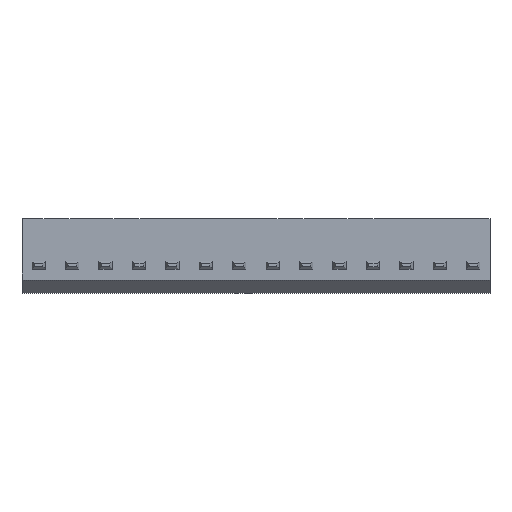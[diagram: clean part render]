
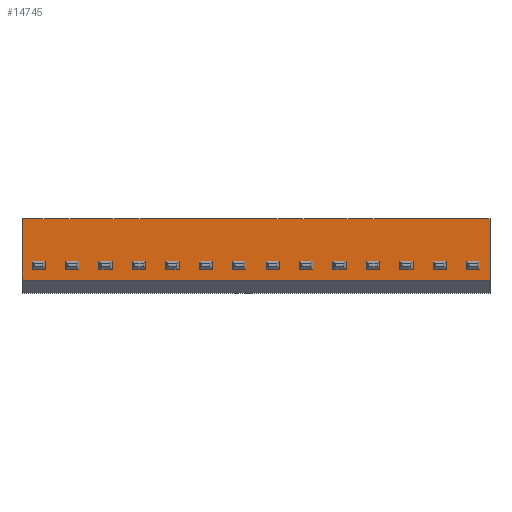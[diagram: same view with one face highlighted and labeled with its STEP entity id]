
A CAD part, top view. The second image highlights one B-rep face of the part: STEP entity #14745.
In plain terms, the highlighted planar face has unit normal (0, 0, 1).
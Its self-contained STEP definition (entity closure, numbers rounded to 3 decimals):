
#14745 = ADVANCED_FACE('',(#14746),#14760,.T.);
#14746 = FACE_BOUND('',#14747,.T.);
#14747 = EDGE_LOOP('',(#14748,#14783,#14811,#14839));
#14748 = ORIENTED_EDGE('',*,*,#14749,.T.);
#14749 = EDGE_CURVE('',#14750,#14752,#14754,.T.);
#14750 = VERTEX_POINT('',#14751);
#14751 = CARTESIAN_POINT('',(-1.25,-1.1,3.2));
#14752 = VERTEX_POINT('',#14753);
#14753 = CARTESIAN_POINT('',(33.75,-1.1,3.2));
#14754 = SURFACE_CURVE('',#14755,(#14759,#14771),.PCURVE_S1.);
#14755 = LINE('',#14756,#14757);
#14756 = CARTESIAN_POINT('',(-1.25,-1.1,3.2));
#14757 = VECTOR('',#14758,1.);
#14758 = DIRECTION('',(1.,0.,0.));
#14759 = PCURVE('',#14760,#14765);
#14760 = PLANE('',#14761);
#14761 = AXIS2_PLACEMENT_3D('',#14762,#14763,#14764);
#14762 = CARTESIAN_POINT('',(-1.25,-1.1,3.2));
#14763 = DIRECTION('',(0.,0.,1.));
#14764 = DIRECTION('',(0.,1.,0.));
#14765 = DEFINITIONAL_REPRESENTATION('',(#14766),#14770);
#14766 = LINE('',#14767,#14768);
#14767 = CARTESIAN_POINT('',(0.,0.));
#14768 = VECTOR('',#14769,1.);
#14769 = DIRECTION('',(0.,-1.));
#14770 = ( GEOMETRIC_REPRESENTATION_CONTEXT(2) 
PARAMETRIC_REPRESENTATION_CONTEXT() REPRESENTATION_CONTEXT('2D SPACE',''
  ) );
#14771 = PCURVE('',#14772,#14777);
#14772 = PLANE('',#14773);
#14773 = AXIS2_PLACEMENT_3D('',#14774,#14775,#14776);
#14774 = CARTESIAN_POINT('',(-1.25,-1.1,3.2));
#14775 = DIRECTION('',(0.,0.707,-0.707));
#14776 = DIRECTION('',(0.,-0.707,-0.707));
#14777 = DEFINITIONAL_REPRESENTATION('',(#14778),#14782);
#14778 = LINE('',#14779,#14780);
#14779 = CARTESIAN_POINT('',(0.,0.));
#14780 = VECTOR('',#14781,1.);
#14781 = DIRECTION('',(0.,-1.));
#14782 = ( GEOMETRIC_REPRESENTATION_CONTEXT(2) 
PARAMETRIC_REPRESENTATION_CONTEXT() REPRESENTATION_CONTEXT('2D SPACE',''
  ) );
#14783 = ORIENTED_EDGE('',*,*,#14784,.T.);
#14784 = EDGE_CURVE('',#14752,#14785,#14787,.T.);
#14785 = VERTEX_POINT('',#14786);
#14786 = CARTESIAN_POINT('',(33.75,3.5,3.2));
#14787 = SURFACE_CURVE('',#14788,(#14792,#14799),.PCURVE_S1.);
#14788 = LINE('',#14789,#14790);
#14789 = CARTESIAN_POINT('',(33.75,-1.1,3.2));
#14790 = VECTOR('',#14791,1.);
#14791 = DIRECTION('',(0.,1.,0.));
#14792 = PCURVE('',#14760,#14793);
#14793 = DEFINITIONAL_REPRESENTATION('',(#14794),#14798);
#14794 = LINE('',#14795,#14796);
#14795 = CARTESIAN_POINT('',(0.,-35.));
#14796 = VECTOR('',#14797,1.);
#14797 = DIRECTION('',(1.,0.));
#14798 = ( GEOMETRIC_REPRESENTATION_CONTEXT(2) 
PARAMETRIC_REPRESENTATION_CONTEXT() REPRESENTATION_CONTEXT('2D SPACE',''
  ) );
#14799 = PCURVE('',#14800,#14805);
#14800 = PLANE('',#14801);
#14801 = AXIS2_PLACEMENT_3D('',#14802,#14803,#14804);
#14802 = CARTESIAN_POINT('',(33.75,0.951,1.622));
#14803 = DIRECTION('',(1.,0.,0.));
#14804 = DIRECTION('',(0.,0.,1.));
#14805 = DEFINITIONAL_REPRESENTATION('',(#14806),#14810);
#14806 = LINE('',#14807,#14808);
#14807 = CARTESIAN_POINT('',(1.578,2.051));
#14808 = VECTOR('',#14809,1.);
#14809 = DIRECTION('',(0.,-1.));
#14810 = ( GEOMETRIC_REPRESENTATION_CONTEXT(2) 
PARAMETRIC_REPRESENTATION_CONTEXT() REPRESENTATION_CONTEXT('2D SPACE',''
  ) );
#14811 = ORIENTED_EDGE('',*,*,#14812,.F.);
#14812 = EDGE_CURVE('',#14813,#14785,#14815,.T.);
#14813 = VERTEX_POINT('',#14814);
#14814 = CARTESIAN_POINT('',(-1.25,3.5,3.2));
#14815 = SURFACE_CURVE('',#14816,(#14820,#14827),.PCURVE_S1.);
#14816 = LINE('',#14817,#14818);
#14817 = CARTESIAN_POINT('',(-1.25,3.5,3.2));
#14818 = VECTOR('',#14819,1.);
#14819 = DIRECTION('',(1.,0.,0.));
#14820 = PCURVE('',#14760,#14821);
#14821 = DEFINITIONAL_REPRESENTATION('',(#14822),#14826);
#14822 = LINE('',#14823,#14824);
#14823 = CARTESIAN_POINT('',(4.6,0.));
#14824 = VECTOR('',#14825,1.);
#14825 = DIRECTION('',(0.,-1.));
#14826 = ( GEOMETRIC_REPRESENTATION_CONTEXT(2) 
PARAMETRIC_REPRESENTATION_CONTEXT() REPRESENTATION_CONTEXT('2D SPACE',''
  ) );
#14827 = PCURVE('',#14828,#14833);
#14828 = PLANE('',#14829);
#14829 = AXIS2_PLACEMENT_3D('',#14830,#14831,#14832);
#14830 = CARTESIAN_POINT('',(-1.25,3.5,3.2));
#14831 = DIRECTION('',(0.,1.,0.));
#14832 = DIRECTION('',(0.,0.,-1.));
#14833 = DEFINITIONAL_REPRESENTATION('',(#14834),#14838);
#14834 = LINE('',#14835,#14836);
#14835 = CARTESIAN_POINT('',(0.,0.));
#14836 = VECTOR('',#14837,1.);
#14837 = DIRECTION('',(0.,-1.));
#14838 = ( GEOMETRIC_REPRESENTATION_CONTEXT(2) 
PARAMETRIC_REPRESENTATION_CONTEXT() REPRESENTATION_CONTEXT('2D SPACE',''
  ) );
#14839 = ORIENTED_EDGE('',*,*,#14840,.F.);
#14840 = EDGE_CURVE('',#14750,#14813,#14841,.T.);
#14841 = SURFACE_CURVE('',#14842,(#14846,#14853),.PCURVE_S1.);
#14842 = LINE('',#14843,#14844);
#14843 = CARTESIAN_POINT('',(-1.25,-1.1,3.2));
#14844 = VECTOR('',#14845,1.);
#14845 = DIRECTION('',(0.,1.,0.));
#14846 = PCURVE('',#14760,#14847);
#14847 = DEFINITIONAL_REPRESENTATION('',(#14848),#14852);
#14848 = LINE('',#14849,#14850);
#14849 = CARTESIAN_POINT('',(0.,0.));
#14850 = VECTOR('',#14851,1.);
#14851 = DIRECTION('',(1.,0.));
#14852 = ( GEOMETRIC_REPRESENTATION_CONTEXT(2) 
PARAMETRIC_REPRESENTATION_CONTEXT() REPRESENTATION_CONTEXT('2D SPACE',''
  ) );
#14853 = PCURVE('',#14854,#14859);
#14854 = PLANE('',#14855);
#14855 = AXIS2_PLACEMENT_3D('',#14856,#14857,#14858);
#14856 = CARTESIAN_POINT('',(-1.25,0.951,1.622));
#14857 = DIRECTION('',(1.,0.,0.));
#14858 = DIRECTION('',(0.,0.,1.));
#14859 = DEFINITIONAL_REPRESENTATION('',(#14860),#14864);
#14860 = LINE('',#14861,#14862);
#14861 = CARTESIAN_POINT('',(1.578,2.051));
#14862 = VECTOR('',#14863,1.);
#14863 = DIRECTION('',(0.,-1.));
#14864 = ( GEOMETRIC_REPRESENTATION_CONTEXT(2) 
PARAMETRIC_REPRESENTATION_CONTEXT() REPRESENTATION_CONTEXT('2D SPACE',''
  ) );
